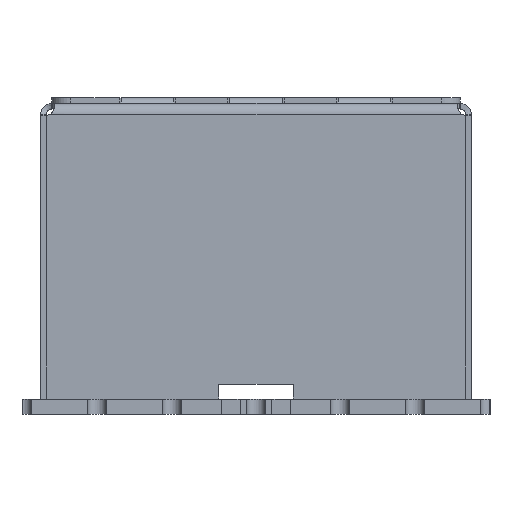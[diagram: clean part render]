
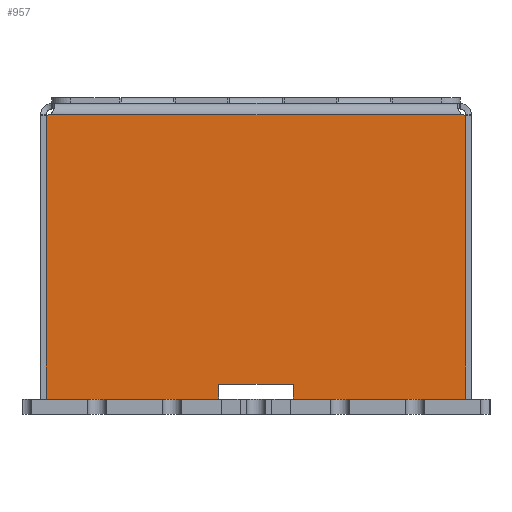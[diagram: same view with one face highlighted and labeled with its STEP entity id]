
A CAD part, left-side view. The second image highlights one B-rep face of the part: STEP entity #957.
In plain terms, the highlighted planar face has unit normal (-1, 0, 0).
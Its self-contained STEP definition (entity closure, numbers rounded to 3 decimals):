
#957=ADVANCED_FACE('',(#7736),#7738,.F.);
#7736=FACE_BOUND('',#7737,.T.);
#7737=EDGE_LOOP('',(#16630,#16631,#16632,#16633,#16634,#16635,#16636,#16637,#16638,
#16639));
#7738=PLANE('',#7739);
#7739=AXIS2_PLACEMENT_3D('',#7740,#7741,#7742);
#7740=CARTESIAN_POINT('',(-14.15,0.,16.613));
#7741=DIRECTION('',(1.,0.,0.));
#7742=DIRECTION('',(0.,0.,-1.));
#16630=ORIENTED_EDGE('',*,*,#20280,.T.);
#16631=ORIENTED_EDGE('',*,*,#20635,.F.);
#16632=ORIENTED_EDGE('',*,*,#20636,.F.);
#16633=ORIENTED_EDGE('',*,*,#20637,.F.);
#16634=ORIENTED_EDGE('',*,*,#20315,.T.);
#16635=ORIENTED_EDGE('',*,*,#20634,.F.);
#16636=ORIENTED_EDGE('',*,*,#20638,.T.);
#16637=ORIENTED_EDGE('',*,*,#20627,.F.);
#16638=ORIENTED_EDGE('',*,*,#20639,.F.);
#16639=ORIENTED_EDGE('',*,*,#20640,.T.);
#20280=EDGE_CURVE('',#22486,#22487,#22488,.T.);
#20315=EDGE_CURVE('',#22551,#22548,#22552,.T.);
#20627=EDGE_CURVE('',#23096,#23098,#23099,.T.);
#20634=EDGE_CURVE('',#23108,#22548,#23110,.T.);
#20635=EDGE_CURVE('',#23111,#22487,#23112,.T.);
#20636=EDGE_CURVE('',#23113,#23111,#23114,.T.);
#20637=EDGE_CURVE('',#22551,#23113,#23115,.T.);
#20638=EDGE_CURVE('',#23108,#23098,#23116,.T.);
#20639=EDGE_CURVE('',#23117,#23096,#23118,.T.);
#20640=EDGE_CURVE('',#23117,#22486,#23119,.T.);
#22486=VERTEX_POINT('',#26201);
#22487=VERTEX_POINT('',#26202);
#22488=LINE('',#26203,#26204);
#22548=VERTEX_POINT('',#26340);
#22551=VERTEX_POINT('',#26345);
#22552=LINE('',#26346,#26347);
#23096=VERTEX_POINT('',#27548);
#23098=VERTEX_POINT('',#27569);
#23099=LINE('',#27570,#27571);
#23108=VERTEX_POINT('',#27638);
#23110=LINE('',#27642,#27643);
#23111=VERTEX_POINT('',#27645);
#23112=LINE('',#27646,#27647);
#23113=VERTEX_POINT('',#27649);
#23114=LINE('',#27650,#27651);
#23115=LINE('',#27653,#27654);
#23116=CIRCLE('',#27656,0.45);
#23117=VERTEX_POINT('',#27660);
#23118=CIRCLE('',#27661,0.45);
#23119=LINE('',#27665,#27666);
#26201=CARTESIAN_POINT('',(-14.15,11.199,0.813));
#26202=CARTESIAN_POINT('',(-14.15,2.,0.813));
#26203=CARTESIAN_POINT('',(-14.15,11.199,0.813));
#26204=VECTOR('',#26205,1.);
#26205=DIRECTION('',(0.,-1.,0.));
#26340=CARTESIAN_POINT('',(-14.15,-11.199,0.813));
#26345=CARTESIAN_POINT('',(-14.15,-2.,0.813));
#26346=CARTESIAN_POINT('',(-14.15,-2.,0.813));
#26347=VECTOR('',#26348,1.);
#26348=DIRECTION('',(0.,-1.,0.));
#27548=CARTESIAN_POINT('',(-14.15,11.009,16.013));
#27569=CARTESIAN_POINT('',(-14.15,-11.009,16.013));
#27570=CARTESIAN_POINT('',(-14.15,11.009,16.013));
#27571=VECTOR('',#27572,1.);
#27572=DIRECTION('',(0.,-1.,0.));
#27638=CARTESIAN_POINT('',(-14.15,-11.199,15.971));
#27642=CARTESIAN_POINT('',(-14.15,-11.199,15.971));
#27643=VECTOR('',#27644,1.);
#27644=DIRECTION('',(0.,0.,-1.));
#27645=CARTESIAN_POINT('',(-14.15,2.,1.613));
#27646=CARTESIAN_POINT('',(-14.15,2.,1.613));
#27647=VECTOR('',#27648,1.);
#27648=DIRECTION('',(0.,0.,-1.));
#27649=CARTESIAN_POINT('',(-14.15,-2.,1.613));
#27650=CARTESIAN_POINT('',(-14.15,-2.,1.613));
#27651=VECTOR('',#27652,1.);
#27652=DIRECTION('',(0.,1.,0.));
#27653=CARTESIAN_POINT('',(-14.15,-2.,0.813));
#27654=VECTOR('',#27655,1.);
#27655=DIRECTION('',(0.,0.,1.));
#27656=AXIS2_PLACEMENT_3D('',#27657,#27658,#27659);
#27657=CARTESIAN_POINT('',(-14.15,-11.199,16.421));
#27658=DIRECTION('',(1.,0.,0.));
#27659=DIRECTION('',(0.,0.,-1.));
#27660=CARTESIAN_POINT('',(-14.15,11.199,15.971));
#27661=AXIS2_PLACEMENT_3D('',#27662,#27663,#27664);
#27662=CARTESIAN_POINT('',(-14.15,11.199,16.421));
#27663=DIRECTION('',(-1.,0.,0.));
#27664=DIRECTION('',(0.,0.,-1.));
#27665=CARTESIAN_POINT('',(-14.15,11.199,15.971));
#27666=VECTOR('',#27667,1.);
#27667=DIRECTION('',(0.,0.,-1.));
